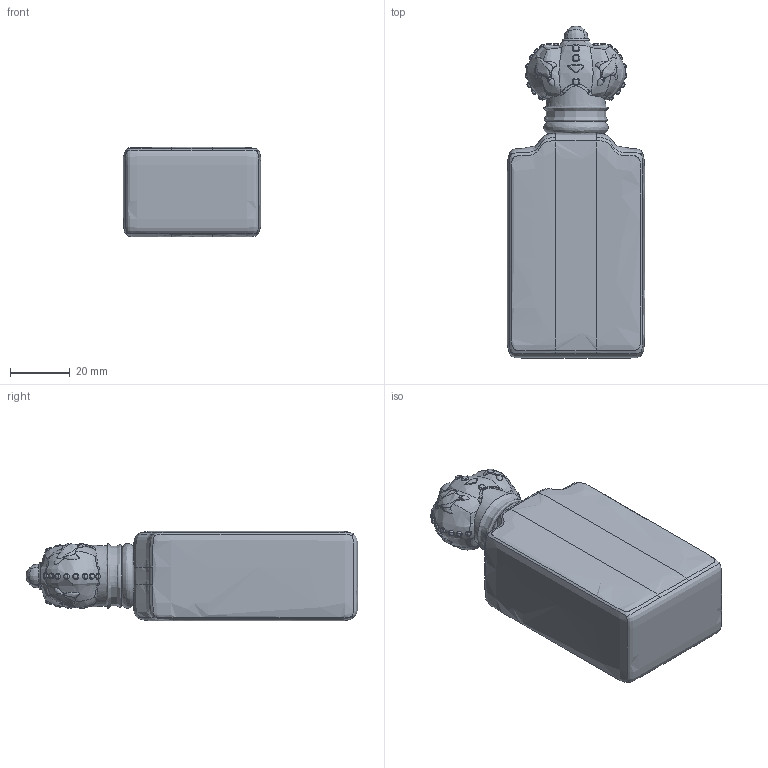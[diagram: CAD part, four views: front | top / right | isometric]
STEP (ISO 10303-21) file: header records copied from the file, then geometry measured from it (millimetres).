
FILE_DESCRIPTION(('FreeCAD Model'),'2;1');
FILE_NAME('Open CASCADE Shape Model','2025-04-27T18:46:50',('FreeCAD'),( 'FreeCAD'),'Open CASCADE STEP processor 7.6','FreeCAD','Unknown');
FILE_SCHEMA(('AUTOMOTIVE_DESIGN { 1 0 10303 214 1 1 1 1 }'));
Products named in the file (1): Open CASCADE STEP translator 7.6 1
Bounding box: 46 x 111 x 30 mm (x, y, z)
Volume: 96924.2 mm3; surface area: 39934.4 mm2
Topology: 15 solids, 15 shells, 375 faces, 947 edges, 630 vertices
Faces by surface type: bspline 375
Entity records: 73366 total; most frequent: CARTESIAN_POINT 67509, ORIENTED_EDGE 1894, EDGE_CURVE 947, B_SPLINE_CURVE_WITH_KNOTS 791, VERTEX_POINT 630, FACE_BOUND 425, EDGE_LOOP 425, ADVANCED_FACE 375
